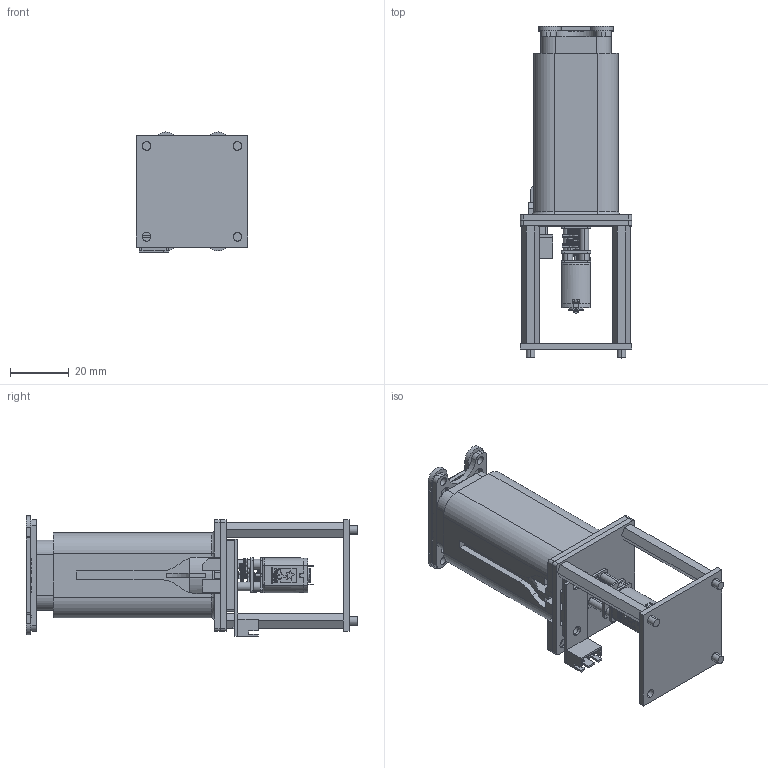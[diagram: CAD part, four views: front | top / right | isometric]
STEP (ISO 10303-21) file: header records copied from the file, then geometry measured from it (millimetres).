
FILE_DESCRIPTION (( 'STEP AP214' ), '1' );
FILE_NAME ('VVLM_test1A.STEP', '2020-09-07T08:55:46', ( 'DesignPC' ), ( '' ), 'SwSTEP 2.0', 'SolidWorks 2019', '' );
FILE_SCHEMA (( 'AUTOMOTIVE_DESIGN' ));
Length unit declared in the file: millimetre
Products named in the file (27): LED_PAD^PCB Component_LuMini_8X8_Matrix(1)_LuMini_8X8_Matrix; LuMini_8X8_Matrix; CO3^PCB Component_LuMini_8X8_Matrix(1)_LuMini_8X8_Matrix; MotorBase_ptA; GND6^PCB Component_LuMini_8X8_Matrix(1)_LuMini_8X8_Matrix; PernoX5cm_1_ptA; DNP^PCB Component_LuMini_8X8_Matrix(1)_LuMini_8X8_Matrix; Fondo_1; Board^PCB Component_LuMini_8X8_Matrix(1)_LuMini_8X8_Matrix; PCB Component^LuMini_8X8_Matrix(1)_LuMini_8X8_Matrix; 5V5^PCB Component_LuMini_8X8_Matrix(1)_LuMini_8X8_Matrix; Micro-metal-gearmotor_A; DI2^PCB Component_LuMini_8X8_Matrix(1)_LuMini_8X8_Matrix; 5cm travel AM Cylinder_1; LUMINI_8X8_MATRIX0^PCB Component_LuMini_8X8_Matrix(1)_LuMini_8X8_Matrix; PernoX5cm_1_PtB; OSHW-LOGOS^PCB Component_LuMini_8X8_Matrix(1)_LuMini_8X8_Matrix; VVLM_test1A; APA102-2020^PCB Component_LuMini_8X8_Matrix(1)_LuMini_8X8_Matrix; LuMini_8X8_Matrix(1)^LuMini_8X8_Matrix; CI1^PCB Component_LuMini_8X8_Matrix(1)_LuMini_8X8_Matrix; LT039_Endstop_Opto_TCST2103; DO4^PCB Component_LuMini_8X8_Matrix(1)_LuMini_8X8_Matrix; MotorBase_ptB; SFE_LOGO_NAME_FLAME.1_INCH^PCB Component_LuMini_8X8_Matrix(1)_LuMini_8X8_Matrix; Standoff m3 40mm; FIDUCIALUFIDUCIAL^PCB Component_LuMini_8X8_Matrix(1)_LuMini_8X8_Matrix
Assembly tree (119 placements, depth 5):
  VVLM_test1A
    LuMini_8X8_Matrix
      LuMini_8X8_Matrix(1)^LuMini_8X8_Matrix
        PCB Component^LuMini_8X8_Matrix(1)_LuMini_8X8_Matrix
          Board^PCB Component_LuMini_8X8_Matrix(1)_LuMini_8X8_Matrix
          APA102-2020^PCB Component_LuMini_8X8_Matrix(1)_LuMini_8X8_Matrix  x64
          LED_PAD^PCB Component_LuMini_8X8_Matrix(1)_LuMini_8X8_Matrix  x16
          5V5^PCB Component_LuMini_8X8_Matrix(1)_LuMini_8X8_Matrix  x4
          CI1^PCB Component_LuMini_8X8_Matrix(1)_LuMini_8X8_Matrix  x2
          CO3^PCB Component_LuMini_8X8_Matrix(1)_LuMini_8X8_Matrix  x2
          DI2^PCB Component_LuMini_8X8_Matrix(1)_LuMini_8X8_Matrix  x2
          DO4^PCB Component_LuMini_8X8_Matrix(1)_LuMini_8X8_Matrix  x2
          GND6^PCB Component_LuMini_8X8_Matrix(1)_LuMini_8X8_Matrix  x4
          LUMINI_8X8_MATRIX0^PCB Component_LuMini_8X8_Matrix(1)_LuMini_8X8_Matrix
          SFE_LOGO_NAME_FLAME.1_INCH^PCB Component_LuMini_8X8_Matrix(1)_LuMini_8X8_Matrix
          DNP^PCB Component_LuMini_8X8_Matrix(1)_LuMini_8X8_Matrix
          OSHW-LOGOS^PCB Component_LuMini_8X8_Matrix(1)_LuMini_8X8_Matrix
          FIDUCIALUFIDUCIAL^PCB Component_LuMini_8X8_Matrix(1)_LuMini_8X8_Matrix  x4
    Micro-metal-gearmotor_A
    LT039_Endstop_Opto_TCST2103
    MotorBase_ptA
    5cm travel AM Cylinder_1
    MotorBase_ptB
    PernoX5cm_1_ptA
    PernoX5cm_1_PtB
    Standoff m3 40mm  x3
    Fondo_1
Bounding box: 38 x 113.27 x 41.07 mm (x, y, z)
Volume: 50532.4 mm3; surface area: 43882.7 mm2
Topology: 115 solids, 127 shells, 4352 faces, 12126 edges, 8078 vertices
Faces by surface type: cylinder 2225, plane 1715, bspline 371, cone 31, torus 10
Entity records: 184650 total; most frequent: CARTESIAN_POINT 50237, ORIENTED_EDGE 21926, DIRECTION 19588, EDGE_CURVE 10974, AXIS2_PLACEMENT_3D 8072, VERTEX_POINT 7310, CIRCLE 4539, EDGE_LOOP 4303
